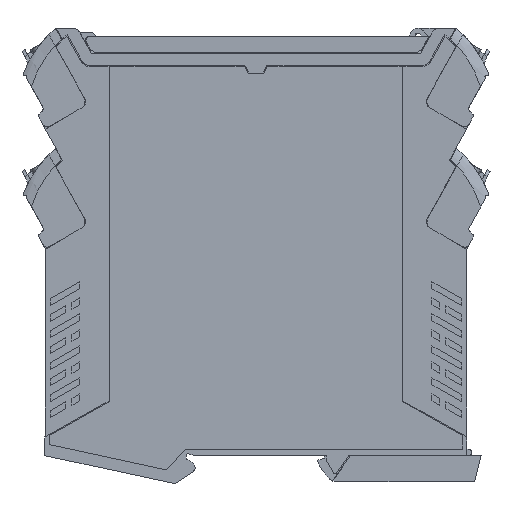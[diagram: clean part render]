
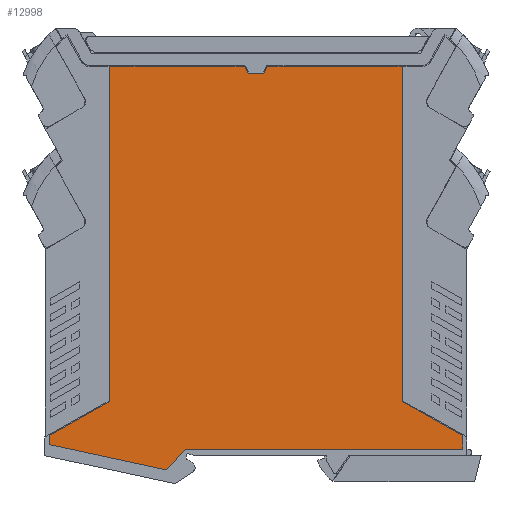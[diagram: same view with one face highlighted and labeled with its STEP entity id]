
A CAD part, left-side view. The second image highlights one B-rep face of the part: STEP entity #12998.
In plain terms, the highlighted planar face has unit normal (-1, 0, 0).
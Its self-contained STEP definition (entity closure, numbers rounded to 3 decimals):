
#12976=AXIS2_PLACEMENT_3D('Plane Axis2P3D',#12973,#12974,#12975) ;
#7785=CARTESIAN_POINT('Vertex',(0.,110.437,12.04)) ;
#7788=CARTESIAN_POINT('Line Origine',(0.,102.821,16.305)) ;
#7792=CARTESIAN_POINT('Vertex',(0.,95.205,20.571)) ;
#7817=CARTESIAN_POINT('Vertex',(0.,110.437,9.771)) ;
#7820=CARTESIAN_POINT('Line Origine',(0.,110.437,10.906)) ;
#7842=CARTESIAN_POINT('Vertex',(0.,80.884,3.413)) ;
#7845=CARTESIAN_POINT('Line Origine',(0.,95.661,6.592)) ;
#7858=CARTESIAN_POINT('Line Origine',(0.,78.847,5.745)) ;
#7862=CARTESIAN_POINT('Vertex',(0.,76.81,8.077)) ;
#7869=CARTESIAN_POINT('Vertex',(0.,76.332,8.624)) ;
#7872=CARTESIAN_POINT('Line Origine',(0.,76.568,8.353)) ;
#7876=CARTESIAN_POINT('Vertex',(0.,76.805,8.082)) ;
#7879=CARTESIAN_POINT('Line Origine',(0.,76.808,8.079)) ;
#7905=CARTESIAN_POINT('Vertex',(0.,6.773,8.624)) ;
#7908=CARTESIAN_POINT('Line Origine',(0.,41.552,8.624)) ;
#7930=CARTESIAN_POINT('Vertex',(0.,6.773,12.04)) ;
#7933=CARTESIAN_POINT('Line Origine',(0.,6.773,10.332)) ;
#7955=CARTESIAN_POINT('Vertex',(0.,22.005,20.571)) ;
#7958=CARTESIAN_POINT('Line Origine',(0.,14.389,16.305)) ;
#7980=CARTESIAN_POINT('Vertex',(0.,22.005,104.524)) ;
#7983=CARTESIAN_POINT('Line Origine',(0.,22.005,62.547)) ;
#8000=CARTESIAN_POINT('Vertex',(0.,55.774,104.524)) ;
#8003=CARTESIAN_POINT('Line Origine',(0.,54.024,104.524)) ;
#8007=CARTESIAN_POINT('Vertex',(0.,52.274,104.524)) ;
#8010=CARTESIAN_POINT('Line Origine',(0.,37.14,104.524)) ;
#8033=CARTESIAN_POINT('Vertex',(0.,56.66,102.624)) ;
#8036=CARTESIAN_POINT('Line Origine',(0.,56.217,103.574)) ;
#8058=CARTESIAN_POINT('Vertex',(0.,60.55,102.624)) ;
#8061=CARTESIAN_POINT('Line Origine',(0.,58.605,102.624)) ;
#8083=CARTESIAN_POINT('Vertex',(0.,61.436,104.524)) ;
#8086=CARTESIAN_POINT('Line Origine',(0.,60.993,103.574)) ;
#8099=CARTESIAN_POINT('Line Origine',(0.,63.186,104.524)) ;
#8103=CARTESIAN_POINT('Vertex',(0.,64.936,104.524)) ;
#8110=CARTESIAN_POINT('Vertex',(0.,95.205,104.524)) ;
#8113=CARTESIAN_POINT('Line Origine',(0.,80.07,104.524)) ;
#8132=CARTESIAN_POINT('Line Origine',(0.,95.205,62.547)) ;
#12973=CARTESIAN_POINT('Axis2P3D Location',(0.,58.605,7.024)) ;
#7789=DIRECTION('Vector Direction',(0.,0.872,-0.489)) ;
#7821=DIRECTION('Vector Direction',(0.,0.,-1.)) ;
#7846=DIRECTION('Vector Direction',(0.,-0.978,-0.21)) ;
#7859=DIRECTION('Vector Direction',(0.,-0.658,0.753)) ;
#7873=DIRECTION('Vector Direction',(0.,-0.658,0.753)) ;
#7880=DIRECTION('Vector Direction',(0.,-0.658,0.753)) ;
#7909=DIRECTION('Vector Direction',(0.,1.,0.)) ;
#7934=DIRECTION('Vector Direction',(0.,0.,1.)) ;
#7959=DIRECTION('Vector Direction',(0.,0.872,0.489)) ;
#7984=DIRECTION('Vector Direction',(0.,0.,1.)) ;
#8004=DIRECTION('Vector Direction',(0.,1.,0.)) ;
#8011=DIRECTION('Vector Direction',(0.,1.,0.)) ;
#8037=DIRECTION('Vector Direction',(0.,-0.423,0.906)) ;
#8062=DIRECTION('Vector Direction',(0.,1.,0.)) ;
#8087=DIRECTION('Vector Direction',(0.,0.423,0.906)) ;
#8100=DIRECTION('Vector Direction',(0.,1.,0.)) ;
#8114=DIRECTION('Vector Direction',(0.,1.,0.)) ;
#8133=DIRECTION('Vector Direction',(0.,0.,-1.)) ;
#12974=DIRECTION('Axis2P3D Direction',(-1.,0.,0.)) ;
#12975=DIRECTION('Axis2P3D XDirection',(0.,1.,0.)) ;
#7790=VECTOR('Line Direction',#7789,1.) ;
#7822=VECTOR('Line Direction',#7821,1.) ;
#7847=VECTOR('Line Direction',#7846,1.) ;
#7860=VECTOR('Line Direction',#7859,1.) ;
#7874=VECTOR('Line Direction',#7873,1.) ;
#7881=VECTOR('Line Direction',#7880,1.) ;
#7910=VECTOR('Line Direction',#7909,1.) ;
#7935=VECTOR('Line Direction',#7934,1.) ;
#7960=VECTOR('Line Direction',#7959,1.) ;
#7985=VECTOR('Line Direction',#7984,1.) ;
#8005=VECTOR('Line Direction',#8004,1.) ;
#8012=VECTOR('Line Direction',#8011,1.) ;
#8038=VECTOR('Line Direction',#8037,1.) ;
#8063=VECTOR('Line Direction',#8062,1.) ;
#8088=VECTOR('Line Direction',#8087,1.) ;
#8101=VECTOR('Line Direction',#8100,1.) ;
#8115=VECTOR('Line Direction',#8114,1.) ;
#8134=VECTOR('Line Direction',#8133,1.) ;
#12979=ORIENTED_EDGE('',*,*,#7864,.T.) ;
#12980=ORIENTED_EDGE('',*,*,#7883,.T.) ;
#12981=ORIENTED_EDGE('',*,*,#7878,.T.) ;
#12982=ORIENTED_EDGE('',*,*,#7912,.T.) ;
#12983=ORIENTED_EDGE('',*,*,#7937,.T.) ;
#12984=ORIENTED_EDGE('',*,*,#7962,.T.) ;
#12985=ORIENTED_EDGE('',*,*,#7987,.T.) ;
#12986=ORIENTED_EDGE('',*,*,#8014,.T.) ;
#12987=ORIENTED_EDGE('',*,*,#8009,.T.) ;
#12988=ORIENTED_EDGE('',*,*,#8040,.T.) ;
#12989=ORIENTED_EDGE('',*,*,#8065,.T.) ;
#12990=ORIENTED_EDGE('',*,*,#8090,.T.) ;
#12991=ORIENTED_EDGE('',*,*,#8105,.T.) ;
#12992=ORIENTED_EDGE('',*,*,#8117,.T.) ;
#12993=ORIENTED_EDGE('',*,*,#8136,.T.) ;
#12994=ORIENTED_EDGE('',*,*,#7794,.T.) ;
#12995=ORIENTED_EDGE('',*,*,#7824,.T.) ;
#12996=ORIENTED_EDGE('',*,*,#7849,.T.) ;
#12998=ADVANCED_FACE('GEHAEUSE',(#12997),#12977,.T.) ;
#7794=EDGE_CURVE('',#7793,#7786,#7791,.T.) ;
#7824=EDGE_CURVE('',#7786,#7818,#7823,.T.) ;
#7849=EDGE_CURVE('',#7818,#7843,#7848,.T.) ;
#7864=EDGE_CURVE('',#7843,#7863,#7861,.T.) ;
#7878=EDGE_CURVE('',#7877,#7870,#7875,.T.) ;
#7883=EDGE_CURVE('',#7863,#7877,#7882,.T.) ;
#7912=EDGE_CURVE('',#7870,#7906,#7911,.F.) ;
#7937=EDGE_CURVE('',#7906,#7931,#7936,.T.) ;
#7962=EDGE_CURVE('',#7931,#7956,#7961,.T.) ;
#7987=EDGE_CURVE('',#7956,#7981,#7986,.T.) ;
#8009=EDGE_CURVE('',#8008,#8001,#8006,.T.) ;
#8014=EDGE_CURVE('',#7981,#8008,#8013,.T.) ;
#8040=EDGE_CURVE('',#8001,#8034,#8039,.F.) ;
#8065=EDGE_CURVE('',#8034,#8059,#8064,.T.) ;
#8090=EDGE_CURVE('',#8059,#8084,#8089,.T.) ;
#8105=EDGE_CURVE('',#8084,#8104,#8102,.T.) ;
#8117=EDGE_CURVE('',#8104,#8111,#8116,.T.) ;
#8136=EDGE_CURVE('',#8111,#7793,#8135,.T.) ;
#12978=EDGE_LOOP('',(#12979,#12980,#12981,#12982,#12983,#12984,#12985,#12986,#12987,#12988,#12989,#12990,#12991,#12992,#12993,#12994,#12995,#12996)) ;
#12997=FACE_OUTER_BOUND('',#12978,.T.) ;
#7791=LINE('Line',#7788,#7790) ;
#7823=LINE('Line',#7820,#7822) ;
#7848=LINE('Line',#7845,#7847) ;
#7861=LINE('Line',#7858,#7860) ;
#7875=LINE('Line',#7872,#7874) ;
#7882=LINE('Line',#7879,#7881) ;
#7911=LINE('Line',#7908,#7910) ;
#7936=LINE('Line',#7933,#7935) ;
#7961=LINE('Line',#7958,#7960) ;
#7986=LINE('Line',#7983,#7985) ;
#8006=LINE('Line',#8003,#8005) ;
#8013=LINE('Line',#8010,#8012) ;
#8039=LINE('Line',#8036,#8038) ;
#8064=LINE('Line',#8061,#8063) ;
#8089=LINE('Line',#8086,#8088) ;
#8102=LINE('Line',#8099,#8101) ;
#8116=LINE('Line',#8113,#8115) ;
#8135=LINE('Line',#8132,#8134) ;
#12977=PLANE('',#12976) ;
#7786=VERTEX_POINT('',#7785) ;
#7793=VERTEX_POINT('',#7792) ;
#7818=VERTEX_POINT('',#7817) ;
#7843=VERTEX_POINT('',#7842) ;
#7863=VERTEX_POINT('',#7862) ;
#7870=VERTEX_POINT('',#7869) ;
#7877=VERTEX_POINT('',#7876) ;
#7906=VERTEX_POINT('',#7905) ;
#7931=VERTEX_POINT('',#7930) ;
#7956=VERTEX_POINT('',#7955) ;
#7981=VERTEX_POINT('',#7980) ;
#8001=VERTEX_POINT('',#8000) ;
#8008=VERTEX_POINT('',#8007) ;
#8034=VERTEX_POINT('',#8033) ;
#8059=VERTEX_POINT('',#8058) ;
#8084=VERTEX_POINT('',#8083) ;
#8104=VERTEX_POINT('',#8103) ;
#8111=VERTEX_POINT('',#8110) ;
